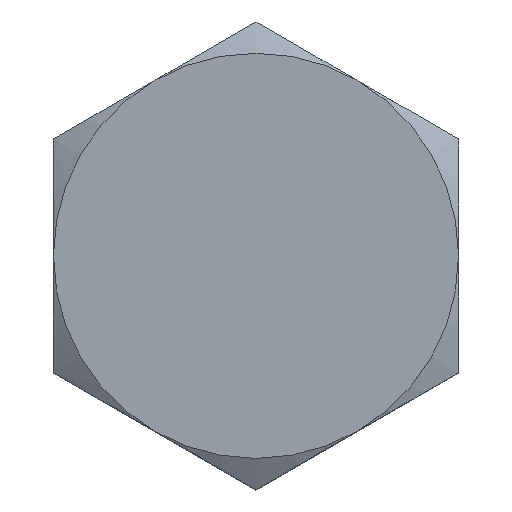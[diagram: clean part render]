
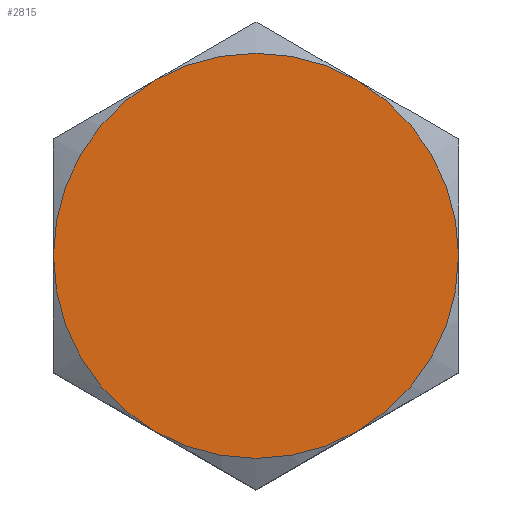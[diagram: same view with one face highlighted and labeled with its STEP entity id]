
A CAD part, top view. The second image highlights one B-rep face of the part: STEP entity #2815.
In plain terms, the highlighted planar face has unit normal (0, 0, 1).
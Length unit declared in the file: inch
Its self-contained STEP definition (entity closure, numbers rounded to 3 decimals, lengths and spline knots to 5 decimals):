
#2814 = VERTEX_POINT ( 'NONE', #4515 ) ;
#2815 = ADVANCED_FACE ( 'NONE', ( #4407 ), #4463, .T. ) ;
#2817 = ORIENTED_EDGE ( 'NONE', *, *, #2819, .F. ) ;
#2819 = EDGE_CURVE ( 'NONE', #2837, #3349, #4547, .T. ) ;
#2820 = EDGE_CURVE ( 'NONE', #3349, #3319, #4291, .T. ) ;
#2821 = ORIENTED_EDGE ( 'NONE', *, *, #3694, .F. ) ;
#2823 = ORIENTED_EDGE ( 'NONE', *, *, #2824, .F. ) ;
#2824 = EDGE_CURVE ( 'NONE', #2835, #2837, #4293, .T. ) ;
#2825 = ORIENTED_EDGE ( 'NONE', *, *, #3698, .F. ) ;
#2826 = EDGE_CURVE ( 'NONE', #2834, #2835, #4275, .T. ) ;
#2834 = VERTEX_POINT ( 'NONE', #4472 ) ;
#2835 = VERTEX_POINT ( 'NONE', #4478 ) ;
#2837 = VERTEX_POINT ( 'NONE', #4542 ) ;
#3319 = VERTEX_POINT ( 'NONE', #4603 ) ;
#3320 = ORIENTED_EDGE ( 'NONE', *, *, #2820, .F. ) ;
#3335 = EDGE_LOOP ( 'NONE', ( #3320, #2817, #2823, #3692, #2821, #2825 ) ) ;
#3349 = VERTEX_POINT ( 'NONE', #4648 ) ;
#3692 = ORIENTED_EDGE ( 'NONE', *, *, #2826, .F. ) ;
#3694 = EDGE_CURVE ( 'NONE', #2814, #2834, #5840, .T. ) ;
#3698 = EDGE_CURVE ( 'NONE', #3319, #2814, #5844, .T. ) ;
#4275 = CIRCLE ( 'NONE', #4368, 0.3125 ) ;
#4281 = DIRECTION ( 'NONE',  ( 0., 1., 0. ) ) ;
#4283 = DIRECTION ( 'NONE',  ( 0., 0., -1. ) ) ;
#4289 = CARTESIAN_POINT ( 'NONE',  ( 0., 0., 0.291 ) ) ;
#4290 = AXIS2_PLACEMENT_3D ( 'NONE', #4289, #4283, #4281 ) ;
#4291 = CIRCLE ( 'NONE', #4290, 0.3125 ) ;
#4293 = CIRCLE ( 'NONE', #4373, 0.3125 ) ;
#4351 = DIRECTION ( 'NONE',  ( 0., 1., 0. ) ) ;
#4352 = DIRECTION ( 'NONE',  ( 0., 0., -1. ) ) ;
#4361 = AXIS2_PLACEMENT_3D ( 'NONE', #4513, #4352, #4351 ) ;
#4368 = AXIS2_PLACEMENT_3D ( 'NONE', #4445, #4444, #4442 ) ;
#4370 = DIRECTION ( 'NONE',  ( 0., 1., 0. ) ) ;
#4371 = DIRECTION ( 'NONE',  ( 0., 0., -1. ) ) ;
#4372 = CARTESIAN_POINT ( 'NONE',  ( 0., 0., 0.291 ) ) ;
#4373 = AXIS2_PLACEMENT_3D ( 'NONE', #4372, #4371, #4370 ) ;
#4407 = FACE_OUTER_BOUND ( 'NONE', #3335, .T. ) ;
#4409 = CARTESIAN_POINT ( 'NONE',  ( 0., 0., 0.291 ) ) ;
#4442 = DIRECTION ( 'NONE',  ( 0., 1., 0. ) ) ;
#4444 = DIRECTION ( 'NONE',  ( 0., 0., -1. ) ) ;
#4445 = CARTESIAN_POINT ( 'NONE',  ( 0., 0., 0.291 ) ) ;
#4463 = PLANE ( 'NONE',  #4600 ) ;
#4472 = CARTESIAN_POINT ( 'NONE',  ( 0.15625, 0.27063, 0.291 ) ) ;
#4478 = CARTESIAN_POINT ( 'NONE',  ( 0.3125, 0., 0.291 ) ) ;
#4482 = DIRECTION ( 'NONE',  ( 1., 0., 0. ) ) ;
#4484 = DIRECTION ( 'NONE',  ( 0., 0., 1. ) ) ;
#4513 = CARTESIAN_POINT ( 'NONE',  ( 0., 0., 0.291 ) ) ;
#4515 = CARTESIAN_POINT ( 'NONE',  ( -0.15625, 0.27063, 0.291 ) ) ;
#4542 = CARTESIAN_POINT ( 'NONE',  ( 0.15625, -0.27063, 0.291 ) ) ;
#4547 = CIRCLE ( 'NONE', #4361, 0.3125 ) ;
#4600 = AXIS2_PLACEMENT_3D ( 'NONE', #4409, #4484, #4482 ) ;
#4603 = CARTESIAN_POINT ( 'NONE',  ( -0.3125, 0., 0.291 ) ) ;
#4648 = CARTESIAN_POINT ( 'NONE',  ( -0.15625, -0.27063, 0.291 ) ) ;
#5834 = CARTESIAN_POINT ( 'NONE',  ( 0., 0., 0.291 ) ) ;
#5840 = CIRCLE ( 'NONE', #5843, 0.3125 ) ;
#5841 = AXIS2_PLACEMENT_3D ( 'NONE', #5834, #5886, #5885 ) ;
#5843 = AXIS2_PLACEMENT_3D ( 'NONE', #5850, #5846, #5845 ) ;
#5844 = CIRCLE ( 'NONE', #5841, 0.3125 ) ;
#5845 = DIRECTION ( 'NONE',  ( -1., 0., 0. ) ) ;
#5846 = DIRECTION ( 'NONE',  ( 0., 0., -1. ) ) ;
#5850 = CARTESIAN_POINT ( 'NONE',  ( 0., 0., 0.291 ) ) ;
#5885 = DIRECTION ( 'NONE',  ( 0., 1., 0. ) ) ;
#5886 = DIRECTION ( 'NONE',  ( 0., 0., -1. ) ) ;
